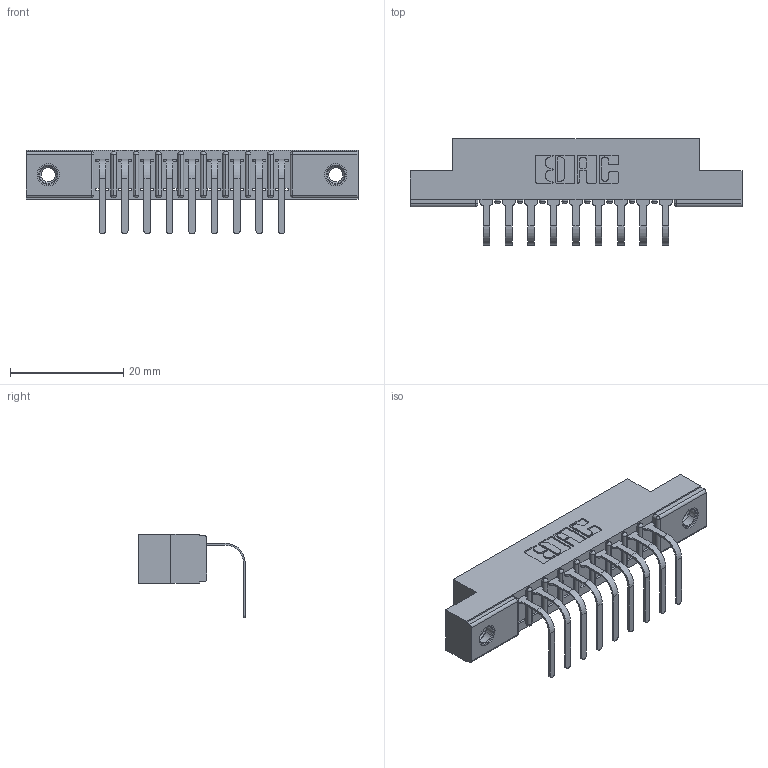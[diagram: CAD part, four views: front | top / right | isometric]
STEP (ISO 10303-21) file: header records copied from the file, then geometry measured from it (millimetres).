
FILE_DESCRIPTION (( 'STEP AP203' ), '1' );
FILE_NAME ('357-009-458-107.STEP', '2022-07-19T00:06:01', ( '' ), ( '' ), 'SwSTEP 2.0', 'SolidWorks 2020', '' );
FILE_SCHEMA (( 'CONFIG_CONTROL_DESIGN' ));
Length unit declared in the file: inch
Products named in the file (4): 345-250-001_345-250-005-103; 307 Part_.156 Dia Mounting Holes; 307-290-001_558 - 2 (Single); 357-009-458-107
Assembly tree (12 placements, depth 2):
  357-009-458-107
    307 Part_.156 Dia Mounting Holes
    307-290-001_558 - 2 (Single)  x9
    345-250-001_345-250-005-103  x2
Bounding box: 58.67 x 18.78 x 14.81 mm (x, y, z)
Volume: 3760.4 mm3; surface area: 5605.4 mm2
Topology: 12 solids, 12 shells, 728 faces, 2025 edges, 1302 vertices
Faces by surface type: plane 453, cylinder 239, sphere 20, cone 12, torus 4
Entity records: 13073 total; most frequent: CARTESIAN_POINT 2171, ORIENTED_EDGE 2150, DIRECTION 2141, EDGE_CURVE 1075, LINE 809, VECTOR 809, VERTEX_POINT 696, AXIS2_PLACEMENT_3D 666
